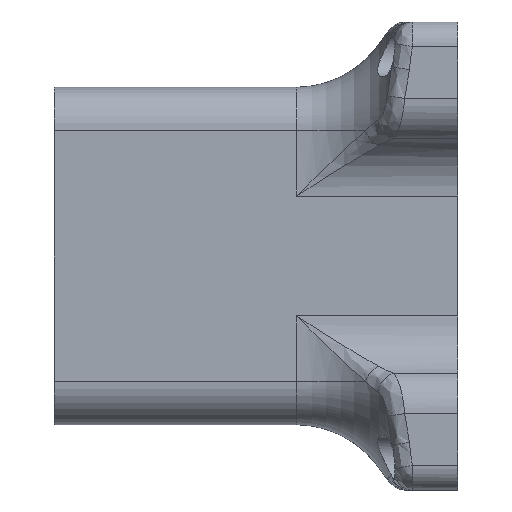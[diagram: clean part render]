
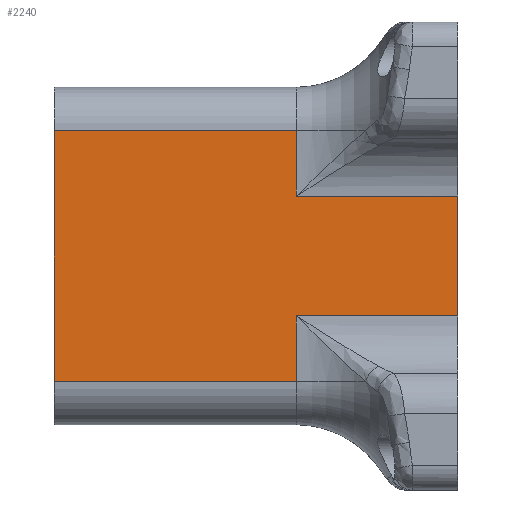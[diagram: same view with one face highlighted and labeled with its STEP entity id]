
A CAD part, left-side view. The second image highlights one B-rep face of the part: STEP entity #2240.
In plain terms, the highlighted planar face has unit normal (-1, 0, 0).
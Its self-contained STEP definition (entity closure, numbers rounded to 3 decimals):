
#182=PLANE('',#2415);
#224=FACE_OUTER_BOUND('',#359,.T.);
#359=EDGE_LOOP('',(#1518,#1519,#1520,#1521,#1522,#1523,#1524,#1525));
#523=LINE('',#3279,#644);
#524=LINE('',#3281,#645);
#525=LINE('',#3283,#646);
#526=LINE('',#3285,#647);
#527=LINE('',#3287,#648);
#528=LINE('',#3289,#649);
#529=LINE('',#3291,#650);
#530=LINE('',#3292,#651);
#644=VECTOR('',#2699,26.);
#645=VECTOR('',#2700,10.5);
#646=VECTOR('',#2701,39.);
#647=VECTOR('',#2702,40.3);
#648=VECTOR('',#2703,39.);
#649=VECTOR('',#2704,10.5);
#650=VECTOR('',#2705,26.);
#651=VECTOR('',#2706,19.3);
#921=VERTEX_POINT('',#3277);
#922=VERTEX_POINT('',#3278);
#923=VERTEX_POINT('',#3280);
#924=VERTEX_POINT('',#3282);
#925=VERTEX_POINT('',#3284);
#926=VERTEX_POINT('',#3286);
#927=VERTEX_POINT('',#3288);
#928=VERTEX_POINT('',#3290);
#1155=EDGE_CURVE('',#921,#922,#523,.F.);
#1156=EDGE_CURVE('',#922,#923,#524,.F.);
#1157=EDGE_CURVE('',#923,#924,#525,.F.);
#1158=EDGE_CURVE('',#925,#924,#526,.T.);
#1159=EDGE_CURVE('',#925,#926,#527,.T.);
#1160=EDGE_CURVE('',#926,#927,#528,.T.);
#1161=EDGE_CURVE('',#927,#928,#529,.T.);
#1162=EDGE_CURVE('',#928,#921,#530,.T.);
#1518=ORIENTED_EDGE('',*,*,#1155,.T.);
#1519=ORIENTED_EDGE('',*,*,#1156,.T.);
#1520=ORIENTED_EDGE('',*,*,#1157,.T.);
#1521=ORIENTED_EDGE('',*,*,#1158,.F.);
#1522=ORIENTED_EDGE('',*,*,#1159,.T.);
#1523=ORIENTED_EDGE('',*,*,#1160,.T.);
#1524=ORIENTED_EDGE('',*,*,#1161,.T.);
#1525=ORIENTED_EDGE('',*,*,#1162,.T.);
#2240=ADVANCED_FACE('',(#224),#182,.F.);
#2415=AXIS2_PLACEMENT_3D('',#3276,#2697,#2698);
#2697=DIRECTION('center_axis',(1.,0.,0.));
#2698=DIRECTION('ref_axis',(0.,0.,-1.));
#2699=DIRECTION('',(0.,-1.,0.));
#2700=DIRECTION('',(0.,0.,-1.));
#2701=DIRECTION('',(0.,-1.,0.));
#2702=DIRECTION('',(0.,0.,1.));
#2703=DIRECTION('',(0.,-1.,0.));
#2704=DIRECTION('',(0.,0.,1.));
#2705=DIRECTION('',(0.,-1.,0.));
#2706=DIRECTION('',(0.,0.,1.));
#3276=CARTESIAN_POINT('Origin',(-5.,60.,5.));
#3277=CARTESIAN_POINT('',(-5.,0.,-12.5));
#3278=CARTESIAN_POINT('',(-5.,26.,-12.5));
#3279=CARTESIAN_POINT('',(-5.,26.,-12.5));
#3280=CARTESIAN_POINT('',(-5.,26.,-2.));
#3281=CARTESIAN_POINT('',(-5.,26.,-2.));
#3282=CARTESIAN_POINT('',(-5.,65.,-2.));
#3283=CARTESIAN_POINT('',(-5.,65.,-2.));
#3284=CARTESIAN_POINT('',(-5.,65.,-42.3));
#3285=CARTESIAN_POINT('',(-5.,65.,-42.3));
#3286=CARTESIAN_POINT('',(-5.,26.,-42.3));
#3287=CARTESIAN_POINT('',(-5.,65.,-42.3));
#3288=CARTESIAN_POINT('',(-5.,26.,-31.8));
#3289=CARTESIAN_POINT('',(-5.,26.,-42.3));
#3290=CARTESIAN_POINT('',(-5.,0.,-31.8));
#3291=CARTESIAN_POINT('',(-5.,26.,-31.8));
#3292=CARTESIAN_POINT('',(-5.,0.,-31.8));
